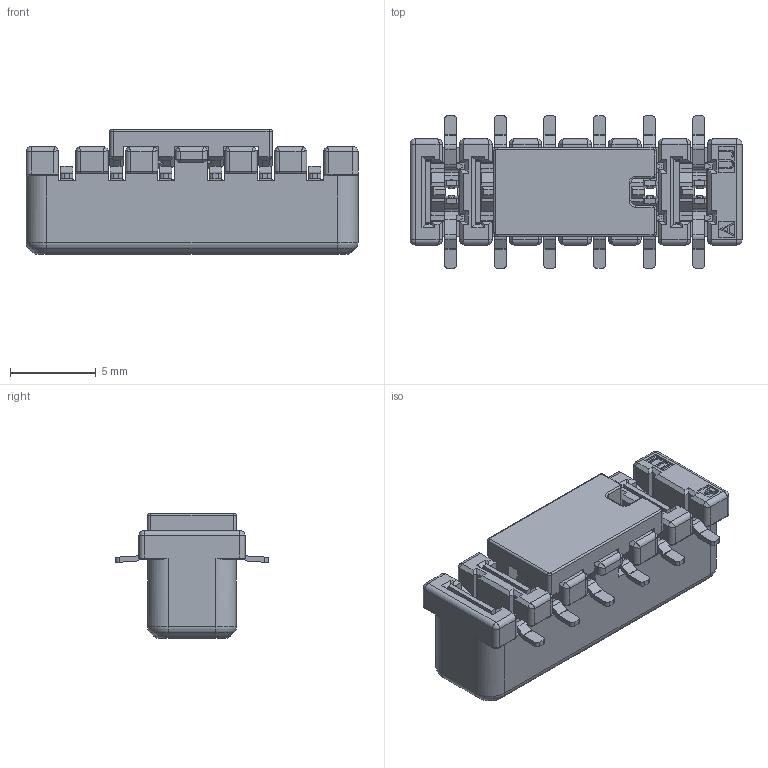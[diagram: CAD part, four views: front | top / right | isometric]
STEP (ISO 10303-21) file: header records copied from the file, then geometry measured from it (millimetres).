
FILE_DESCRIPTION (( 'STEP AP203' ), '1' );
FILE_NAME ('025_BTP_SMT_06F_V_ASSY_revD_Cµµ.STEP', '2022-07-19T01:54:12', ( '' ), ( '' ), 'SwSTEP 2.0', 'SolidWorks 2020', '' );
FILE_SCHEMA (( 'CONFIG_CONTROL_DESIGN' ));
Length unit declared in the file: millimetre
Products named in the file (4): 025_SMT_F_V_TML_REVC_澗お煎 檣и 熱薑匐饜; 025_BTP_SMT_06F_V_HSG_revB_210614; 025_BTP_SMT_F_V_COVER_revB_220207; 025_BTP_SMT_06F_V_ASSY_revD_C紫
Assembly tree (8 placements, depth 2):
  025_BTP_SMT_06F_V_ASSY_revD_C紫
    025_BTP_SMT_06F_V_HSG_revB_210614
    025_SMT_F_V_TML_REVC_澗お煎 檣и 熱薑匐饜  x6
    025_BTP_SMT_F_V_COVER_revB_220207
Bounding box: 19.4 x 8.93 x 7.3 mm (x, y, z)
Volume: 517.4 mm3; surface area: 1581.1 mm2
Topology: 8 solids, 8 shells, 2294 faces, 6242 edges, 3973 vertices
Faces by surface type: plane 1296, cylinder 676, torus 135, bspline 135, sphere 40, cone 12
Entity records: 37270 total; most frequent: CARTESIAN_POINT 8696, ORIENTED_EDGE 6056, DIRECTION 5527, EDGE_CURVE 3028, VECTOR 2407, LINE 2407, VERTEX_POINT 1893, AXIS2_PLACEMENT_3D 1560
